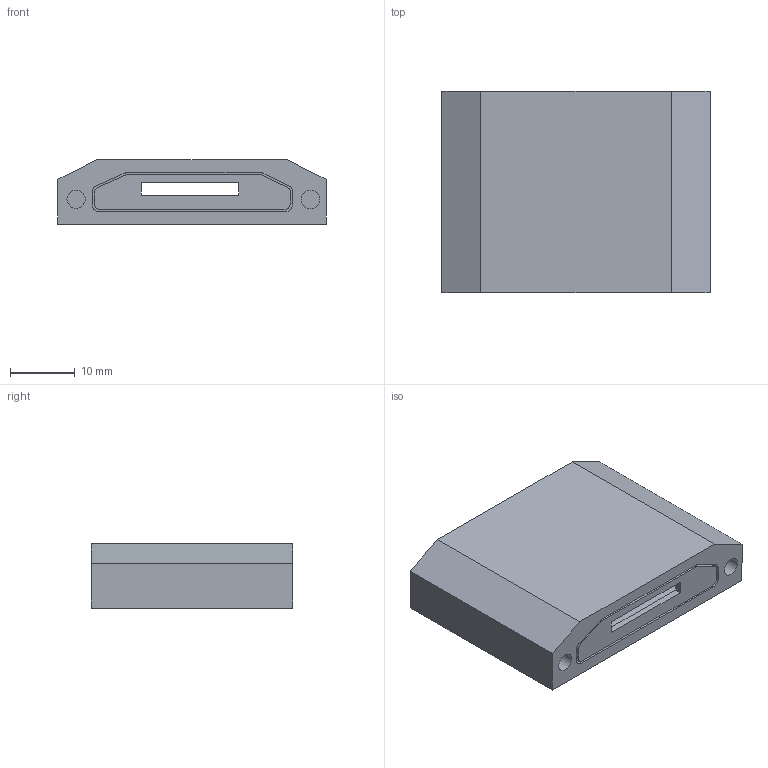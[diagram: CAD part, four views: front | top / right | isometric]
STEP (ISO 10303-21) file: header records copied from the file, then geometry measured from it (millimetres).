
FILE_DESCRIPTION(/* description */ (''),/* implementation_level */ '2;1');
FILE_NAME(/* name */ 'MicroSD Extension Mount.step',/* time_stamp */ '2022-05-10T03:01:39-05:00',/* author */ (''),/* organization */ (''),/* preprocessor_version */ 'ST-DEVELOPER v18.1',/* originating_system */ 'Autodesk Translation Framework v10.14.0.1471',/* authorisation */ '');
FILE_SCHEMA (('AUTOMOTIVE_DESIGN { 1 0 10303 214 3 1 1 }'));
Length unit declared in the file: millimetre
Products named in the file (3): MicroSD Extension Mount; MicroSD Extension - Inner Sleeve; MicroSD Extension - Outer Shell
Assembly tree (2 placements, depth 2):
  MicroSD Extension Mount
    MicroSD Extension - Inner Sleeve
    MicroSD Extension - Outer Shell
Bounding box: 41.3 x 31 x 9.9 mm (x, y, z)
Volume: 8877.4 mm3; surface area: 9809.9 mm2
Topology: 2 solids, 2 shells, 61 faces, 159 edges, 106 vertices
Faces by surface type: plane 47, cylinder 14
Full cylindrical faces by diameter (mm): 2.8 x2
Entity records: 1954 total; most frequent: CARTESIAN_POINT 331, DIRECTION 319, ORIENTED_EDGE 318, EDGE_CURVE 159, LINE 131, VECTOR 131, VERTEX_POINT 106, AXIS2_PLACEMENT_3D 94
